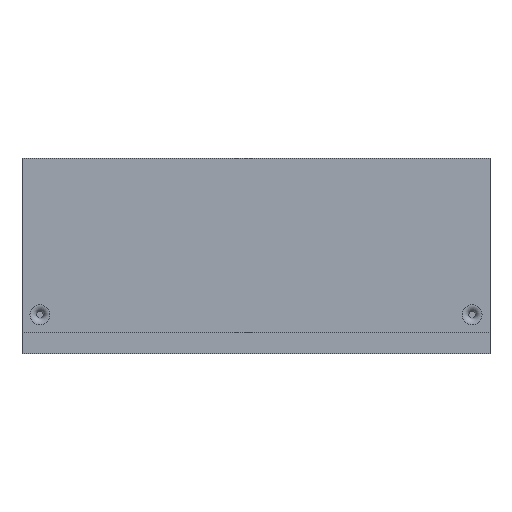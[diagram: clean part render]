
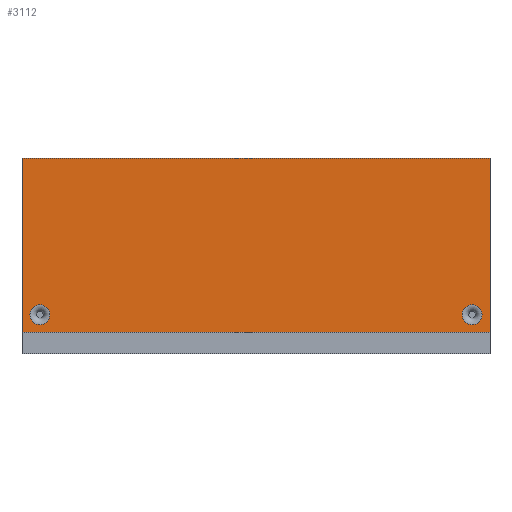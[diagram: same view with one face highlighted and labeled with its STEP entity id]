
A CAD part, front view. The second image highlights one B-rep face of the part: STEP entity #3112.
In plain terms, the highlighted planar face has unit normal (0, -1, 0).
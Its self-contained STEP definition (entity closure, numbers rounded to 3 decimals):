
#72=FACE_BOUND('',#554,.T.);
#73=FACE_BOUND('',#555,.T.);
#206=PLANE('',#3327);
#351=FACE_OUTER_BOUND('',#553,.T.);
#553=EDGE_LOOP('',(#2819,#2820,#2821,#2822));
#554=EDGE_LOOP('',(#2823));
#555=EDGE_LOOP('',(#2824));
#918=LINE('',#4893,#1287);
#930=LINE('',#4918,#1299);
#937=LINE('',#4946,#1306);
#938=LINE('',#4947,#1307);
#1287=VECTOR('',#4030,10.);
#1299=VECTOR('',#4046,10.);
#1306=VECTOR('',#4077,10.);
#1307=VECTOR('',#4078,10.);
#1373=CIRCLE('',#3325,4.575);
#1375=CIRCLE('',#3328,4.575);
#1634=VERTEX_POINT('',#4891);
#1635=VERTEX_POINT('',#4892);
#1646=VERTEX_POINT('',#4916);
#1654=VERTEX_POINT('',#4941);
#1655=VERTEX_POINT('',#4945);
#1656=VERTEX_POINT('',#4948);
#2044=EDGE_CURVE('',#1634,#1635,#918,.T.);
#2056=EDGE_CURVE('',#1634,#1646,#930,.T.);
#2068=EDGE_CURVE('',#1654,#1654,#1373,.T.);
#2070=EDGE_CURVE('',#1655,#1646,#937,.T.);
#2071=EDGE_CURVE('',#1635,#1655,#938,.T.);
#2072=EDGE_CURVE('',#1656,#1656,#1375,.T.);
#2819=ORIENTED_EDGE('',*,*,#2044,.F.);
#2820=ORIENTED_EDGE('',*,*,#2056,.T.);
#2821=ORIENTED_EDGE('',*,*,#2070,.F.);
#2822=ORIENTED_EDGE('',*,*,#2071,.F.);
#2823=ORIENTED_EDGE('',*,*,#2072,.F.);
#2824=ORIENTED_EDGE('',*,*,#2068,.F.);
#3112=ADVANCED_FACE('',(#351,#72,#73),#206,.T.);
#3325=AXIS2_PLACEMENT_3D('',#4942,#4071,#4072);
#3327=AXIS2_PLACEMENT_3D('',#4944,#4075,#4076);
#3328=AXIS2_PLACEMENT_3D('',#4949,#4079,#4080);
#4030=DIRECTION('',(1.,0.,0.));
#4046=DIRECTION('',(0.,0.,-1.));
#4071=DIRECTION('center_axis',(0.,-1.,0.));
#4072=DIRECTION('ref_axis',(1.,0.,0.));
#4075=DIRECTION('center_axis',(0.,-1.,0.));
#4076=DIRECTION('ref_axis',(1.,0.,0.));
#4077=DIRECTION('',(-1.,0.,0.));
#4078=DIRECTION('',(0.,0.,-1.));
#4079=DIRECTION('center_axis',(0.,-1.,0.));
#4080=DIRECTION('ref_axis',(1.,0.,0.));
#4891=CARTESIAN_POINT('',(-255.,0.,90.));
#4892=CARTESIAN_POINT('',(-40.,0.,90.));
#4893=CARTESIAN_POINT('',(-90.,0.,90.));
#4916=CARTESIAN_POINT('',(-255.,0.,10.));
#4918=CARTESIAN_POINT('',(-255.,0.,85.));
#4941=CARTESIAN_POINT('',(-246.75,0.,13.425));
#4942=CARTESIAN_POINT('Origin',(-246.75,0.,18.));
#4944=CARTESIAN_POINT('Origin',(-205.,0.,85.));
#4945=CARTESIAN_POINT('',(-40.,0.,10.));
#4946=CARTESIAN_POINT('',(-40.,0.,10.));
#4947=CARTESIAN_POINT('',(-40.,0.,85.));
#4948=CARTESIAN_POINT('',(-48.25,0.,13.425));
#4949=CARTESIAN_POINT('Origin',(-48.25,0.,18.));
